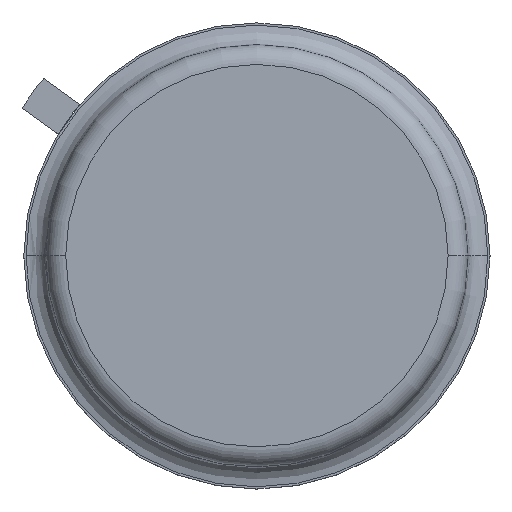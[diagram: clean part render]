
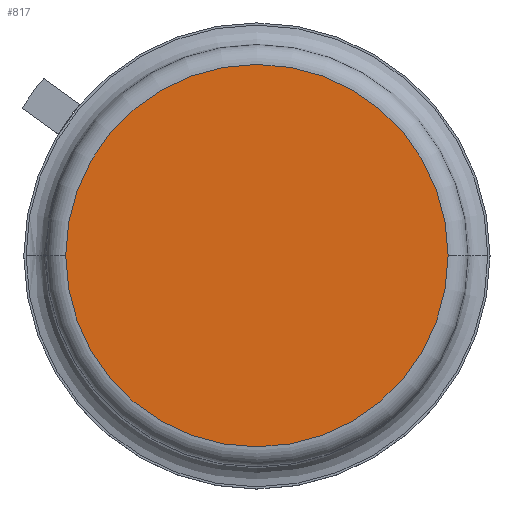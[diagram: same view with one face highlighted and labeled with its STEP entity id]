
A CAD part, top view. The second image highlights one B-rep face of the part: STEP entity #817.
In plain terms, the highlighted planar face has unit normal (0, 0, 1).
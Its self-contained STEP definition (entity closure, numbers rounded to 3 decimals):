
#743=CARTESIAN_POINT('',(-3.855,0.0,5.97));
#744=VERTEX_POINT('',#743);
#753=CARTESIAN_POINT('',(3.855,0.0,5.97));
#754=VERTEX_POINT('',#753);
#762=CARTESIAN_POINT('',(0.0,0.0,5.97));
#763=DIRECTION('',(0.0,0.0,-1.0));
#764=DIRECTION('',(-1.0,0.0,0.0));
#765=AXIS2_PLACEMENT_3D('',#762,#763,#764);
#766=CIRCLE('',#765,3.855);
#767=EDGE_CURVE('',#754,#744,#766,.T.);
#778=CARTESIAN_POINT('',(0.0,0.0,5.97));
#779=DIRECTION('',(0.0,0.0,-1.0));
#780=DIRECTION('',(-1.0,0.0,0.0));
#781=AXIS2_PLACEMENT_3D('',#778,#779,#780);
#782=CIRCLE('',#781,3.855);
#783=EDGE_CURVE('',#744,#754,#782,.T.);
#808=CARTESIAN_POINT('',(0.0,0.0,5.97));
#809=DIRECTION('',(0.0,0.0,1.0));
#810=DIRECTION('',(1.0,0.0,0.0));
#811=AXIS2_PLACEMENT_3D('',#808,#809,#810);
#812=PLANE('',#811);
#813=ORIENTED_EDGE('',*,*,#767,.F.);
#814=ORIENTED_EDGE('',*,*,#783,.F.);
#815=EDGE_LOOP('',(#813,#814));
#816=FACE_OUTER_BOUND('',#815,.T.);
#817=ADVANCED_FACE('',(#816),#812,.T.);
